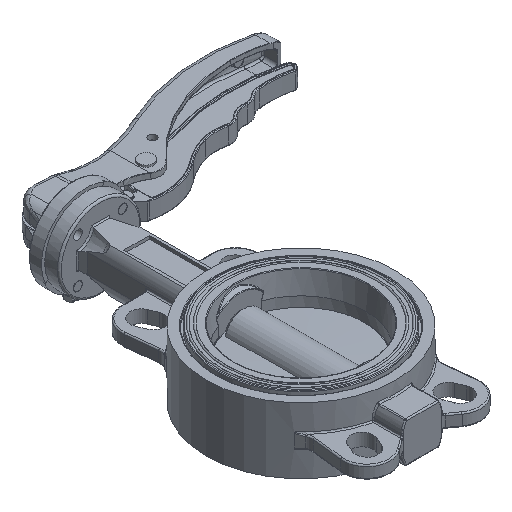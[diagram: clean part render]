
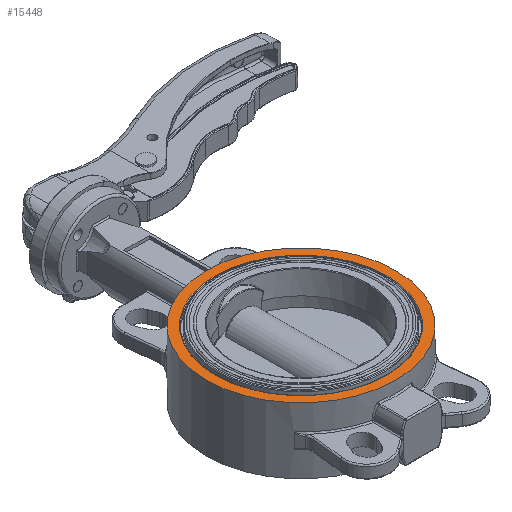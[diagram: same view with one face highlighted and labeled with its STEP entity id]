
A CAD part, isometric view. The second image highlights one B-rep face of the part: STEP entity #15448.
In plain terms, the highlighted planar face has unit normal (0, 0, 1).
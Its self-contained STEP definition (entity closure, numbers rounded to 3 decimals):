
#15427 = EDGE_CURVE ( 'NONE', #41979, #41979, #37473, .T. ) ;
#15437 = EDGE_LOOP ( 'NONE', ( #15475 ) ) ;
#15448 = ADVANCED_FACE ( 'NONE', ( #51910, #51864 ), #51870, .T. ) ;
#15475 = ORIENTED_EDGE ( 'NONE', *, *, #15607, .T. ) ;
#15497 = ORIENTED_EDGE ( 'NONE', *, *, #15427, .T. ) ;
#15582 = EDGE_LOOP ( 'NONE', ( #15497 ) ) ;
#15607 = EDGE_CURVE ( 'NONE', #41972, #41972, #21534, .T. ) ;
#21512 = DIRECTION ( 'NONE',  ( 1., 0., 0. ) ) ;
#21513 = DIRECTION ( 'NONE',  ( 0., 0., 1. ) ) ;
#21515 = CARTESIAN_POINT ( 'NONE',  ( 0., 0., 26. ) ) ;
#21534 = CIRCLE ( 'NONE', #21539, 75. ) ;
#21539 = AXIS2_PLACEMENT_3D ( 'NONE', #21515, #21513, #21512 ) ;
#37157 = DIRECTION ( 'NONE',  ( 1., 0., 0. ) ) ;
#37471 = AXIS2_PLACEMENT_3D ( 'NONE', #37476, #37472, #37157 ) ;
#37472 = DIRECTION ( 'NONE',  ( 0., 0., -1. ) ) ;
#37473 = CIRCLE ( 'NONE', #37471, 67.9 ) ;
#37476 = CARTESIAN_POINT ( 'NONE',  ( 0., 0., 26. ) ) ;
#41969 = CARTESIAN_POINT ( 'NONE',  ( 75., 0., 26. ) ) ;
#41972 = VERTEX_POINT ( 'NONE', #41969 ) ;
#41976 = CARTESIAN_POINT ( 'NONE',  ( 67.9, 0., 26. ) ) ;
#41979 = VERTEX_POINT ( 'NONE', #41976 ) ;
#51864 = FACE_OUTER_BOUND ( 'NONE', #15437, .T. ) ;
#51870 = PLANE ( 'NONE',  #51908 ) ;
#51896 = DIRECTION ( 'NONE',  ( 1., 0., 0. ) ) ;
#51897 = DIRECTION ( 'NONE',  ( 0., 0., 1. ) ) ;
#51898 = CARTESIAN_POINT ( 'NONE',  ( 0., 0., 26. ) ) ;
#51908 = AXIS2_PLACEMENT_3D ( 'NONE', #51898, #51897, #51896 ) ;
#51910 = FACE_BOUND ( 'NONE', #15582, .T. ) ;
